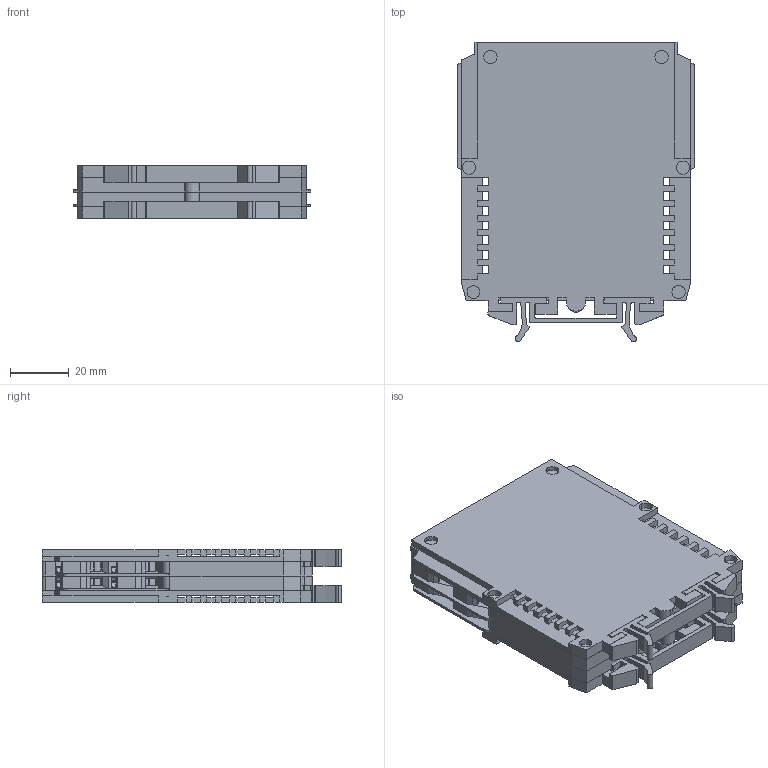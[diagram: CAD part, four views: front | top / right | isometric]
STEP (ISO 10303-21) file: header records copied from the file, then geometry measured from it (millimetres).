
FILE_DESCRIPTION (( 'STEP AP203' ), '1' );
FILE_NAME ('GL.STEP', '2018-08-06T08:32:19', ( '' ), ( '' ), 'SwSTEP 2.0', 'SolidWorks 2013', '' );
FILE_SCHEMA (( 'CONFIG_CONTROL_DESIGN' ));
Length unit declared in the file: millimetre
Products named in the file (5): Hutschienenhalterung; Front-GL; GL; Deckel-Boden-GS-GL; Kammer-GS-GL
Assembly tree (7 placements, depth 2):
  GL
    Kammer-GS-GL  x2
    Deckel-Boden-GS-GL  x2
    Hutschienenhalterung  x2
    Front-GL
Bounding box: 81 x 102.09 x 18 mm (x, y, z)
Volume: 36868.3 mm3; surface area: 54301.3 mm2
Topology: 7 solids, 7 shells, 1679 faces, 4911 edges, 3226 vertices
Faces by surface type: plane 1219, cylinder 372, bspline 64, sphere 20, cone 4
Entity records: 33519 total; most frequent: CARTESIAN_POINT 8736, ORIENTED_EDGE 5320, DIRECTION 4638, EDGE_CURVE 2660, LINE 2146, VECTOR 2146, VERTEX_POINT 1752, AXIS2_PLACEMENT_3D 1246
